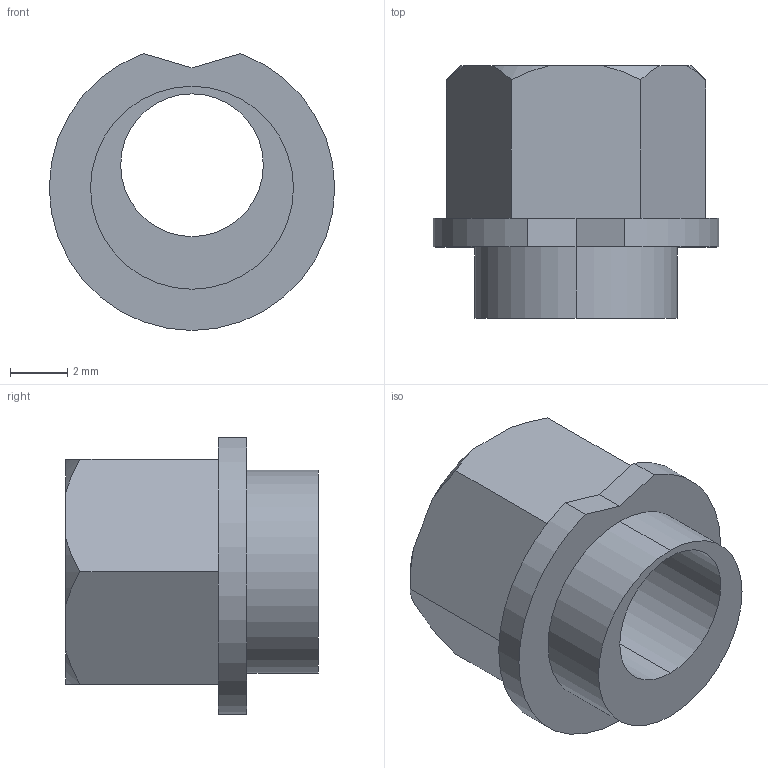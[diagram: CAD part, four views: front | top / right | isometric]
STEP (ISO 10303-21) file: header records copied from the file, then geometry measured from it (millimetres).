
FILE_DESCRIPTION (( 'STEP AP203' ), '1' );
FILE_NAME ('Mini Eccentric Spacer 0.25in.step', '2015-07-29T19:34:52', ( '' ), ( '' ), 'SwSTEP 2.0', 'SolidWorks 2014', '' );
FILE_SCHEMA (( 'CONFIG_CONTROL_DESIGN' ));
Length unit declared in the file: millimetre
Products named in the file (1): Mini Eccentric Spacer 0.25in
Bounding box: 10 x 8.85 x 9.7 mm (x, y, z)
Volume: 289 mm3; surface area: 484.7 mm2
Topology: 1 solids, 1 shells, 23 faces, 57 edges, 38 vertices
Faces by surface type: plane 12, cone 6, cylinder 5
Entity records: 796 total; most frequent: CARTESIAN_POINT 171, ORIENTED_EDGE 114, DIRECTION 109, EDGE_CURVE 57, AXIS2_PLACEMENT_3D 40, VERTEX_POINT 38, VECTOR 29, LINE 29
